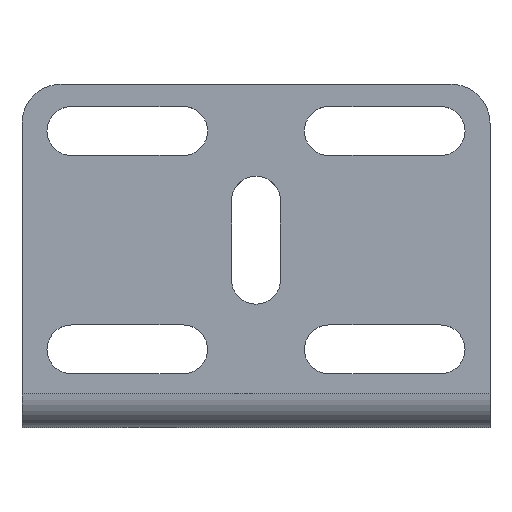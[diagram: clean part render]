
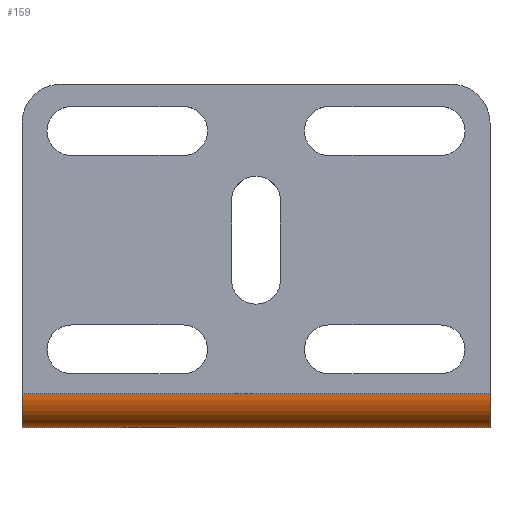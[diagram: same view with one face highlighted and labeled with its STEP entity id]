
A CAD part, top view. The second image highlights one B-rep face of the part: STEP entity #159.
In plain terms, the highlighted cylindrical face has radius 2.159 mm (diameter 4.318 mm), a partial arc.
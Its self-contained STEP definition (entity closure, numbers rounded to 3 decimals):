
#29 = EDGE_LOOP ( 'NONE', ( #1318, #253, #1141, #1679 ) ) ;
#72 = VERTEX_POINT ( 'NONE', #1635 ) ;
#96 = DIRECTION ( 'NONE',  ( 0., 0., 1. ) ) ;
#129 = LINE ( 'NONE', #852, #1080 ) ;
#159 = ADVANCED_FACE ( 'NONE', ( #1550 ), #1293, .T. ) ;
#250 = CIRCLE ( 'NONE', #595, 2.159 ) ;
#253 = ORIENTED_EDGE ( 'NONE', *, *, #1352, .F. ) ;
#267 = CARTESIAN_POINT ( 'NONE',  ( -15., 2.159, -2.159 ) ) ;
#343 = EDGE_CURVE ( 'NONE', #1128, #1599, #250, .T. ) ;
#369 = DIRECTION ( 'NONE',  ( 0., 0., 1. ) ) ;
#461 = LINE ( 'NONE', #553, #1534 ) ;
#497 = VERTEX_POINT ( 'NONE', #1195 ) ;
#543 = AXIS2_PLACEMENT_3D ( 'NONE', #1204, #901, #369 ) ;
#553 = CARTESIAN_POINT ( 'NONE',  ( 15., 2.159, 0. ) ) ;
#595 = AXIS2_PLACEMENT_3D ( 'NONE', #1697, #977, #1543 ) ;
#662 = DIRECTION ( 'NONE',  ( 1., 0., 0. ) ) ;
#852 = CARTESIAN_POINT ( 'NONE',  ( 15., 0., -2.159 ) ) ;
#901 = DIRECTION ( 'NONE',  ( -1., 0., 0. ) ) ;
#977 = DIRECTION ( 'NONE',  ( 1., 0., 0. ) ) ;
#1061 = CIRCLE ( 'NONE', #1608, 2.159 ) ;
#1080 = VECTOR ( 'NONE', #1130, 1000. ) ;
#1128 = VERTEX_POINT ( 'NONE', #1245 ) ;
#1130 = DIRECTION ( 'NONE',  ( -1., 0., 0. ) ) ;
#1141 = ORIENTED_EDGE ( 'NONE', *, *, #343, .F. ) ;
#1195 = CARTESIAN_POINT ( 'NONE',  ( -15., 2.159, 0. ) ) ;
#1204 = CARTESIAN_POINT ( 'NONE',  ( 15., 2.159, -2.159 ) ) ;
#1245 = CARTESIAN_POINT ( 'NONE',  ( 15., 2.159, 0. ) ) ;
#1246 = DIRECTION ( 'NONE',  ( -1., 0., 0. ) ) ;
#1293 = CYLINDRICAL_SURFACE ( 'NONE', #543, 2.159 ) ;
#1318 = ORIENTED_EDGE ( 'NONE', *, *, #1681, .T. ) ;
#1352 = EDGE_CURVE ( 'NONE', #1599, #72, #129, .T. ) ;
#1534 = VECTOR ( 'NONE', #1246, 1000. ) ;
#1543 = DIRECTION ( 'NONE',  ( 0., 0., 1. ) ) ;
#1550 = FACE_OUTER_BOUND ( 'NONE', #29, .T. ) ;
#1599 = VERTEX_POINT ( 'NONE', #1778 ) ;
#1608 = AXIS2_PLACEMENT_3D ( 'NONE', #267, #662, #96 ) ;
#1635 = CARTESIAN_POINT ( 'NONE',  ( -15., 0., -2.159 ) ) ;
#1679 = ORIENTED_EDGE ( 'NONE', *, *, #1731, .T. ) ;
#1681 = EDGE_CURVE ( 'NONE', #497, #72, #1061, .T. ) ;
#1697 = CARTESIAN_POINT ( 'NONE',  ( 15., 2.159, -2.159 ) ) ;
#1731 = EDGE_CURVE ( 'NONE', #1128, #497, #461, .T. ) ;
#1778 = CARTESIAN_POINT ( 'NONE',  ( 15., 0., -2.159 ) ) ;
